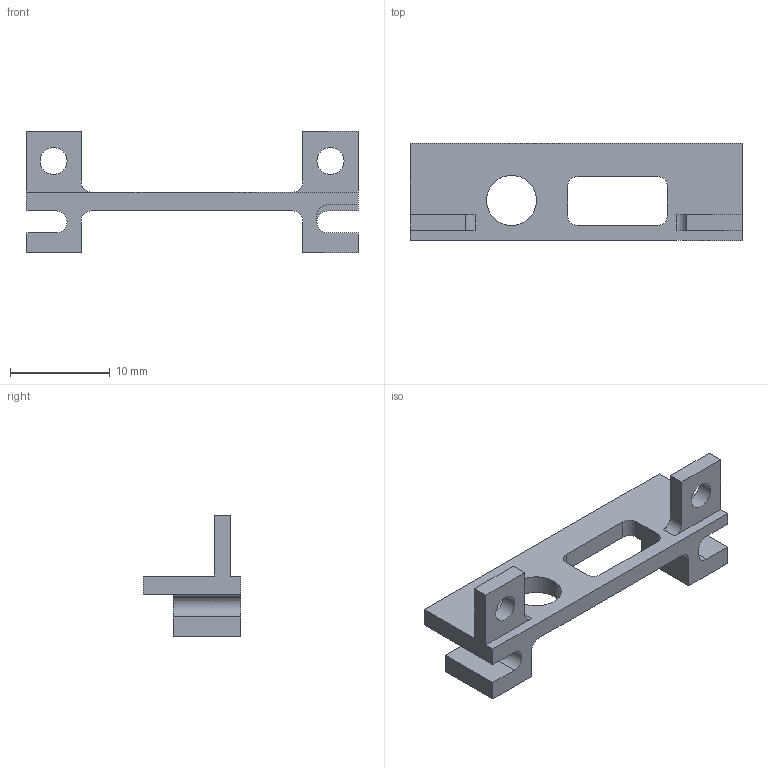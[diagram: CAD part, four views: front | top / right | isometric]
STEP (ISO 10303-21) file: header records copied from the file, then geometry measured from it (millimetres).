
FILE_DESCRIPTION (( 'STEP AP214' ), '1' );
FILE_NAME ('fixture-7300.STEP', '2019-01-11T06:32:10', ( '' ), ( '' ), 'SwSTEP 2.0', 'SolidWorks 2017', '' );
FILE_SCHEMA (( 'AUTOMOTIVE_DESIGN' ));
Length unit declared in the file: millimetre
Products named in the file (1): fixture-7300
Bounding box: 33.2 x 9.7 x 12.2 mm (x, y, z)
Volume: 762.1 mm3; surface area: 1195.2 mm2
Topology: 1 solids, 1 shells, 49 faces, 140 edges, 93 vertices
Faces by surface type: plane 31, cylinder 18
Entity records: 1652 total; most frequent: CARTESIAN_POINT 283, ORIENTED_EDGE 280, DIRECTION 276, EDGE_CURVE 140, LINE 104, VECTOR 104, VERTEX_POINT 93, AXIS2_PLACEMENT_3D 86
